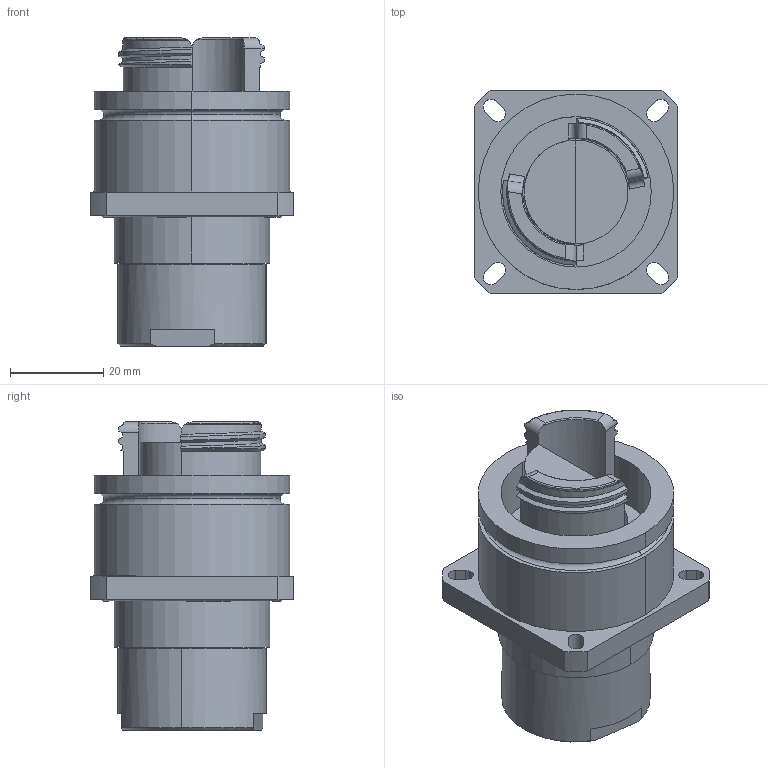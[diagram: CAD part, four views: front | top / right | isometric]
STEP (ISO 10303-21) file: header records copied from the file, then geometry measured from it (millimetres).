
FILE_DESCRIPTION (( 'STEP AP203' ), '1' );
FILE_NAME ('Size 19 Hermaphroditic Flange.STEP', '2019-03-27T18:36:50', ( '' ), ( '' ), 'SwSTEP 2.0', 'SolidWorks 2019', '' );
FILE_SCHEMA (( 'CONFIG_CONTROL_DESIGN' ));
Length unit declared in the file: inch
Products named in the file (1): Size 19 Hermaphroditic Flange
Bounding box: 43.69 x 43.69 x 66.04 mm (x, y, z)
Volume: 59540.7 mm3; surface area: 15451.5 mm2
Topology: 1 solids, 1 shells, 122 faces, 315 edges, 207 vertices
Faces by surface type: cylinder 55, plane 38, bspline 12, torus 10, cone 7
Entity records: 6022 total; most frequent: CARTESIAN_POINT 3051, ORIENTED_EDGE 630, DIRECTION 578, EDGE_CURVE 315, AXIS2_PLACEMENT_3D 226, VERTEX_POINT 207, EDGE_LOOP 142, LINE 126
